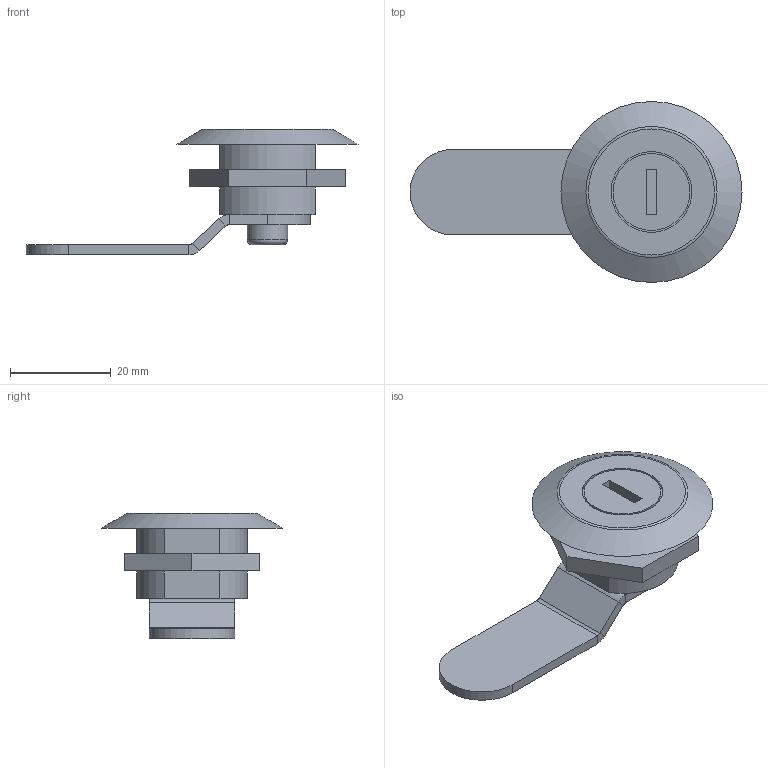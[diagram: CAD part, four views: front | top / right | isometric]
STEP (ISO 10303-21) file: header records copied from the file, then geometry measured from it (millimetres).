
FILE_DESCRIPTION (( 'STEP AP203' ), '1' );
FILE_NAME ('YZK11-20-22-45 Çàìîê 20-2245 (6 øò).STEP', '2016-09-14T08:02:13', ( '' ), ( '' ), 'SwSTEP 2.0', 'SolidWorks 2014', '' );
FILE_SCHEMA (( 'CONFIG_CONTROL_DESIGN' ));
Length unit declared in the file: millimetre
Products named in the file (1): YZK11-20-22-45 ﾇ瑟鶴 20-2245 (6 )
Bounding box: 66 x 36 x 25 mm (x, y, z)
Volume: 10031.6 mm3; surface area: 6283.8 mm2
Topology: 2 solids, 2 shells, 70 faces, 154 edges, 97 vertices
Faces by surface type: plane 53, cylinder 14, torus 2, cone 1
Full cylindrical faces by diameter (mm): 6 x1, 8 x1, 15.278 x1, 16.054 x1
Entity records: 1925 total; most frequent: DIRECTION 320, CARTESIAN_POINT 313, ORIENTED_EDGE 292, EDGE_CURVE 146, VECTOR 114, LINE 114, AXIS2_PLACEMENT_3D 103, VERTEX_POINT 96
